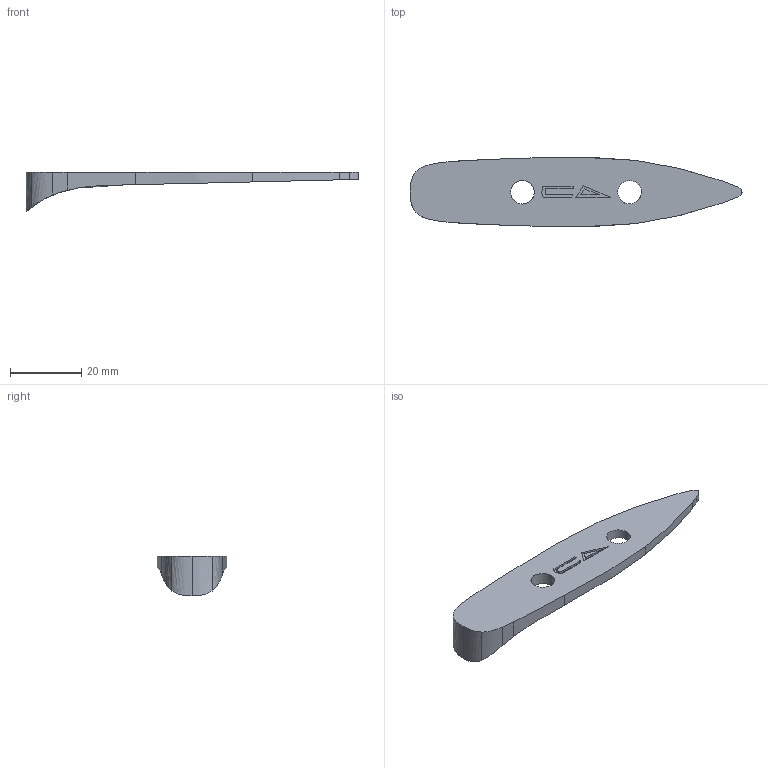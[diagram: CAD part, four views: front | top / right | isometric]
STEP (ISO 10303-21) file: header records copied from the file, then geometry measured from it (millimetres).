
FILE_DESCRIPTION(/* description */ (''),/* implementation_level */ '2;1');
FILE_NAME(/* name */ 'TAIL TO FLAT PLATE SHIM',/* time_stamp */ '2023-08-31T14:21:53+08:00',/* author */ (''),/* organization */ (''),/* preprocessor_version */ 'ST-DEVELOPER v16.5',/* originating_system */ 'Rhino 7.29',/* authorisation */ '');
FILE_SCHEMA (('CONFIG_CONTROL_DESIGN'));
Length unit declared in the file: millimetre
Products named in the file (1): Document
Bounding box: 92.96 x 19.58 x 11.07 mm (x, y, z)
Volume: 5053.8 mm3; surface area: 3771.3 mm2
Topology: 1 solids, 1 shells, 118 faces, 339 edges, 224 vertices
Faces by surface type: plane 89, bspline 29
Entity records: 5285 total; most frequent: CARTESIAN_POINT 2953, ORIENTED_EDGE 678, EDGE_CURVE 339, B_SPLINE_CURVE_WITH_KNOTS 339, VERTEX_POINT 224, EDGE_LOOP 123, ADVANCED_FACE 118, FACE_OUTER_BOUND 118
